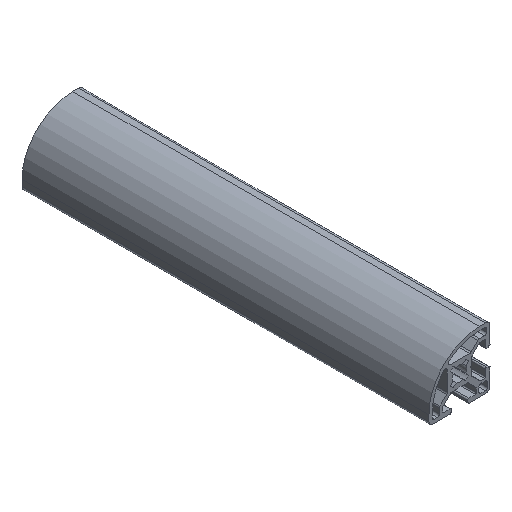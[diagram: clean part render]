
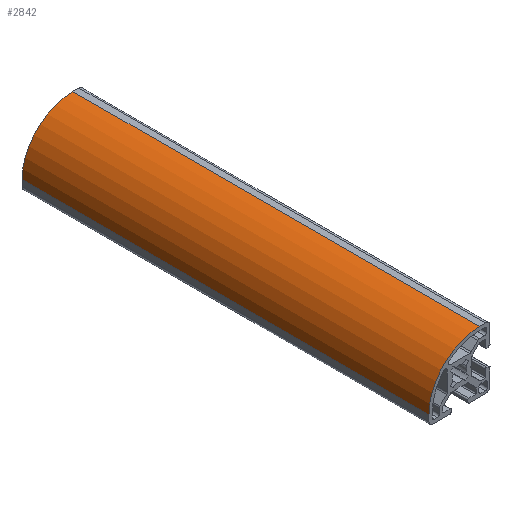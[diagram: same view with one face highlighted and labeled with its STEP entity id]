
A CAD part, isometric view. The second image highlights one B-rep face of the part: STEP entity #2842.
In plain terms, the highlighted cylindrical face has radius 25 mm (diameter 50 mm), a partial arc.
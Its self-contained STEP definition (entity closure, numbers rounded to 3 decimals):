
#158 = CARTESIAN_POINT ( 'NONE',  ( 10., 0., 15. ) ) ;
#189 = LINE ( 'NONE', #158, #1916 ) ;
#218 = CARTESIAN_POINT ( 'NONE',  ( 10., 0., -10. ) ) ;
#401 = VERTEX_POINT ( 'NONE', #2869 ) ;
#666 = EDGE_CURVE ( 'NONE', #3726, #401, #189, .T. ) ;
#699 = ORIENTED_EDGE ( 'NONE', *, *, #3769, .T. ) ;
#723 = AXIS2_PLACEMENT_3D ( 'NONE', #3749, #3103, #2454 ) ;
#1087 = CIRCLE ( 'NONE', #1924, 25. ) ;
#1185 = ORIENTED_EDGE ( 'NONE', *, *, #1519, .T. ) ;
#1192 = DIRECTION ( 'NONE',  ( 0., 1., 0. ) ) ;
#1308 = CARTESIAN_POINT ( 'NONE',  ( 10., 0., 15. ) ) ;
#1390 = DIRECTION ( 'NONE',  ( 0., -1., 0. ) ) ;
#1424 = VERTEX_POINT ( 'NONE', #3860 ) ;
#1519 = EDGE_CURVE ( 'NONE', #401, #1589, #1087, .T. ) ;
#1589 = VERTEX_POINT ( 'NONE', #2404 ) ;
#1752 = DIRECTION ( 'NONE',  ( 0., -1., 0. ) ) ;
#1792 = DIRECTION ( 'NONE',  ( 0., 0., 1. ) ) ;
#1797 = CYLINDRICAL_SURFACE ( 'NONE', #723, 25. ) ;
#1916 = VECTOR ( 'NONE', #3471, 1000. ) ;
#1924 = AXIS2_PLACEMENT_3D ( 'NONE', #3074, #1752, #1792 ) ;
#2092 = VECTOR ( 'NONE', #1390, 1000. ) ;
#2187 = ORIENTED_EDGE ( 'NONE', *, *, #666, .T. ) ;
#2404 = CARTESIAN_POINT ( 'NONE',  ( -15., 200., -10. ) ) ;
#2454 = DIRECTION ( 'NONE',  ( 0., 0., 1. ) ) ;
#2495 = LINE ( 'NONE', #3716, #2092 ) ;
#2836 = ORIENTED_EDGE ( 'NONE', *, *, #4038, .T. ) ;
#2842 = ADVANCED_FACE ( 'NONE', ( #2946 ), #1797, .T. ) ;
#2869 = CARTESIAN_POINT ( 'NONE',  ( 10., 200., 15. ) ) ;
#2946 = FACE_OUTER_BOUND ( 'NONE', #3997, .T. ) ;
#3074 = CARTESIAN_POINT ( 'NONE',  ( 10., 200., -10. ) ) ;
#3103 = DIRECTION ( 'NONE',  ( 0., 1., 0. ) ) ;
#3226 = AXIS2_PLACEMENT_3D ( 'NONE', #218, #1192, #3526 ) ;
#3471 = DIRECTION ( 'NONE',  ( 0., 1., 0. ) ) ;
#3526 = DIRECTION ( 'NONE',  ( 0., 0., 1. ) ) ;
#3716 = CARTESIAN_POINT ( 'NONE',  ( -15., 0., -10. ) ) ;
#3726 = VERTEX_POINT ( 'NONE', #1308 ) ;
#3749 = CARTESIAN_POINT ( 'NONE',  ( 10., 0., -10. ) ) ;
#3769 = EDGE_CURVE ( 'NONE', #1589, #1424, #2495, .T. ) ;
#3860 = CARTESIAN_POINT ( 'NONE',  ( -15., 0., -10. ) ) ;
#3997 = EDGE_LOOP ( 'NONE', ( #2836, #2187, #1185, #699 ) ) ;
#4038 = EDGE_CURVE ( 'NONE', #1424, #3726, #4123, .T. ) ;
#4123 = CIRCLE ( 'NONE', #3226, 25. ) ;
